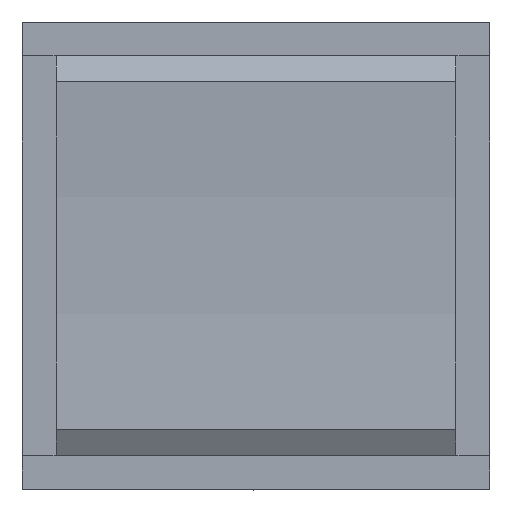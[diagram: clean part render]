
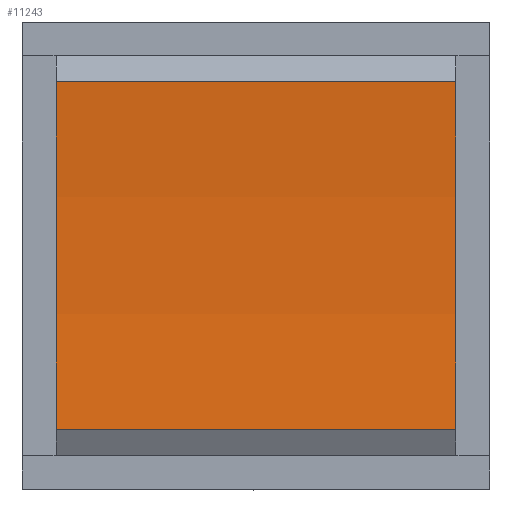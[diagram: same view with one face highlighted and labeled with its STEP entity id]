
A CAD part, top view. The second image highlights one B-rep face of the part: STEP entity #11243.
In plain terms, the highlighted cylindrical face has radius 74.967 mm (diameter 149.933 mm), a partial arc.
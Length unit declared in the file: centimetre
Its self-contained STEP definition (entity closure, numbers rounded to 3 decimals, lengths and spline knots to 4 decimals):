
#343=CIRCLE('',#11922,7.4967);
#344=CIRCLE('',#11924,7.4967);
#563=CYLINDRICAL_SURFACE('',#11923,7.4967);
#828=FACE_OUTER_BOUND('',#1450,.T.);
#1450=EDGE_LOOP('',(#8471,#8472,#8473,#8474));
#2246=LINE('',#18148,#3527);
#2247=LINE('',#18149,#3528);
#3527=VECTOR('',#13498,1.);
#3528=VECTOR('',#13499,1.);
#4811=VERTEX_POINT('',#18139);
#4812=VERTEX_POINT('',#18141);
#4813=VERTEX_POINT('',#18145);
#4814=VERTEX_POINT('',#18146);
#6143=EDGE_CURVE('',#4811,#4812,#343,.T.);
#6145=EDGE_CURVE('',#4813,#4814,#344,.T.);
#6146=EDGE_CURVE('',#4812,#4813,#2246,.T.);
#6147=EDGE_CURVE('',#4814,#4811,#2247,.T.);
#8471=ORIENTED_EDGE('',*,*,#6145,.F.);
#8472=ORIENTED_EDGE('',*,*,#6146,.F.);
#8473=ORIENTED_EDGE('',*,*,#6143,.F.);
#8474=ORIENTED_EDGE('',*,*,#6147,.F.);
#11243=ADVANCED_FACE('',(#828),#563,.F.);
#11922=AXIS2_PLACEMENT_3D('',#18142,#13491,#13492);
#11923=AXIS2_PLACEMENT_3D('',#18144,#13494,#13495);
#11924=AXIS2_PLACEMENT_3D('',#18147,#13496,#13497);
#13491=DIRECTION('center_axis',(1.,0.,0.));
#13492=DIRECTION('ref_axis',(0.,0.089,-0.996));
#13494=DIRECTION('center_axis',(1.,0.,0.));
#13495=DIRECTION('ref_axis',(0.,0.089,-0.996));
#13496=DIRECTION('center_axis',(-1.,0.,0.));
#13497=DIRECTION('ref_axis',(0.,0.089,-0.996));
#13498=DIRECTION('',(1.,0.,0.));
#13499=DIRECTION('',(-1.,0.,0.));
#18139=CARTESIAN_POINT('',(-0.77,-0.67,2.72));
#18141=CARTESIAN_POINT('',(-0.77,0.67,2.72));
#18142=CARTESIAN_POINT('Origin',(-0.77,0.,10.1867));
#18144=CARTESIAN_POINT('Origin',(-0.77,0.,10.1867));
#18145=CARTESIAN_POINT('',(0.77,0.67,2.72));
#18146=CARTESIAN_POINT('',(0.77,-0.67,2.72));
#18147=CARTESIAN_POINT('Origin',(0.77,0.,10.1867));
#18148=CARTESIAN_POINT('',(-0.385,0.67,2.72));
#18149=CARTESIAN_POINT('',(0.385,-0.67,2.72));
